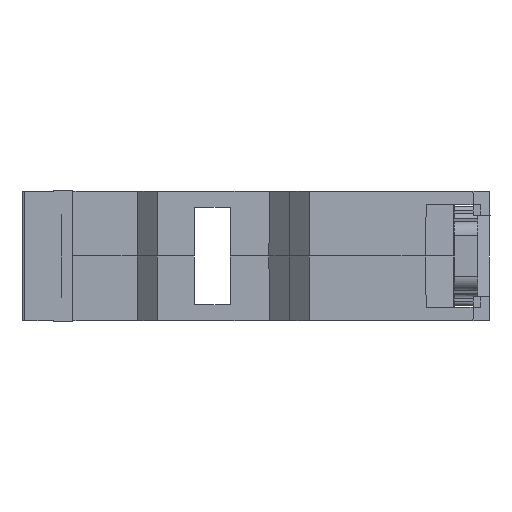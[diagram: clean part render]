
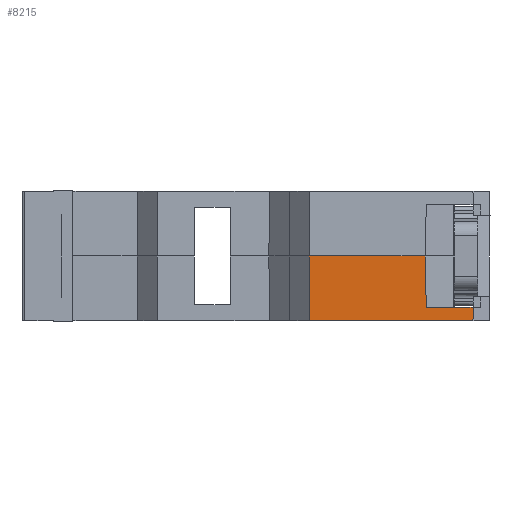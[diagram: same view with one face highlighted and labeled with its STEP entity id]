
A CAD part, left-side view. The second image highlights one B-rep face of the part: STEP entity #8215.
In plain terms, the highlighted planar face has unit normal (-1, 0, -0.009).
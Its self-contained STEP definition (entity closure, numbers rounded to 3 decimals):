
#521=FACE_OUTER_BOUND('',#981,.T.);
#981=EDGE_LOOP('',(#5925,#5926,#5927,#5928,#5929,#5930));
#1532=LINE('',#11949,#2499);
#1606=LINE('',#12108,#2573);
#1702=LINE('',#12308,#2669);
#1703=LINE('',#12310,#2670);
#1704=LINE('',#12312,#2671);
#1705=LINE('',#12313,#2672);
#2499=VECTOR('',#9609,10.);
#2573=VECTOR('',#9703,1000.);
#2669=VECTOR('',#9857,10.);
#2670=VECTOR('',#9860,10.);
#2671=VECTOR('',#9861,10.);
#2672=VECTOR('',#9862,10.);
#3451=VERTEX_POINT('',#11946);
#3452=VERTEX_POINT('',#11948);
#3526=VERTEX_POINT('',#12105);
#3527=VERTEX_POINT('',#12107);
#3599=VERTEX_POINT('',#12306);
#3600=VERTEX_POINT('',#12311);
#4312=EDGE_CURVE('',#3451,#3452,#1532,.F.);
#4392=EDGE_CURVE('',#3526,#3527,#1606,.T.);
#4493=EDGE_CURVE('',#3451,#3599,#1702,.F.);
#4494=EDGE_CURVE('',#3452,#3526,#1703,.T.);
#4495=EDGE_CURVE('',#3600,#3599,#1704,.T.);
#4496=EDGE_CURVE('',#3600,#3527,#1705,.F.);
#5925=ORIENTED_EDGE('',*,*,#4392,.F.);
#5926=ORIENTED_EDGE('',*,*,#4494,.F.);
#5927=ORIENTED_EDGE('',*,*,#4312,.F.);
#5928=ORIENTED_EDGE('',*,*,#4493,.T.);
#5929=ORIENTED_EDGE('',*,*,#4495,.F.);
#5930=ORIENTED_EDGE('',*,*,#4496,.T.);
#7853=PLANE('',#8736);
#8215=ADVANCED_FACE('',(#521),#7853,.T.);
#8736=AXIS2_PLACEMENT_3D('',#12309,#9858,#9859);
#9609=DIRECTION('',(0.,-1.,0.));
#9703=DIRECTION('',(0.,-1.,0.));
#9857=DIRECTION('',(0.009,0.004,-1.));
#9858=DIRECTION('center_axis',(-1.,0.,
-0.009));
#9859=DIRECTION('ref_axis',(-0.009,0.,1.));
#9860=DIRECTION('',(-0.009,0.004,1.));
#9861=DIRECTION('',(0.,-1.,0.));
#9862=DIRECTION('',(0.009,-0.021,-1.));
#11946=CARTESIAN_POINT('',(-44.917,-2.924,-8.981));
#11948=CARTESIAN_POINT('',(-44.917,19.783,-8.981));
#11949=CARTESIAN_POINT('',(-44.917,34.266,-8.981));
#12105=CARTESIAN_POINT('',(-44.996,19.816,0.019));
#12107=CARTESIAN_POINT('',(-44.996,3.716,0.019));
#12108=CARTESIAN_POINT('',(-44.996,3.716,0.019));
#12306=CARTESIAN_POINT('',(-44.933,-2.931,-7.131));
#12308=CARTESIAN_POINT('',(-44.919,-2.925,-8.749));
#12309=CARTESIAN_POINT('Origin',(-44.919,3.716,-8.73));
#12310=CARTESIAN_POINT('',(-44.919,19.784,-8.759));
#12311=CARTESIAN_POINT('',(-44.933,3.565,-7.131));
#12312=CARTESIAN_POINT('',(-44.933,1.716,-7.131));
#12313=CARTESIAN_POINT('',(-44.919,3.53,-8.786));
